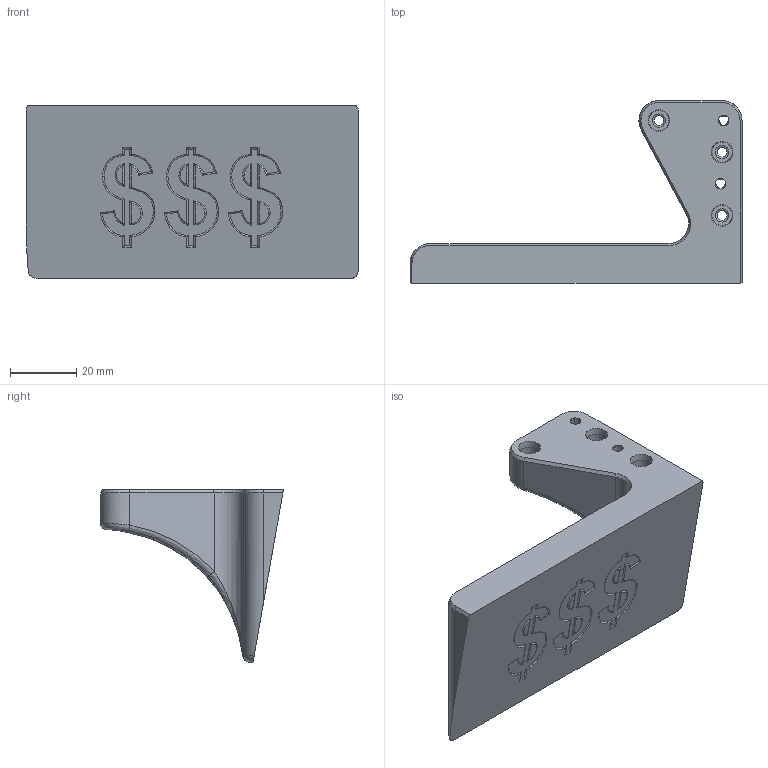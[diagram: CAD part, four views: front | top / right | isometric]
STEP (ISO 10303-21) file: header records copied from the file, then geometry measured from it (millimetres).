
FILE_DESCRIPTION(/* description */ ('STEP AP242','CAx-IF Rec.Pracs.---Representation and Presentation of Product Manufacturing Information (PMI)---4.0---2014-10-13','CAx-IF Rec.Pracs.---3D Tessellated Geometry---0.4---2014-09-14','2;1'),/* implementation_level */ '2;1');
FILE_NAME(/* name */ '68ae598624e9267e0fe5072d',/* time_stamp */ '2025-08-27T01:04:06Z',/* author */ (''),/* organization */ (''),/* preprocessor_version */ 'ST-DEVELOPER v20',/* originating_system */ 'ONSHAPE BY PTC INC, 1.202',/* authorisation */ ' ');
FILE_SCHEMA (('AP242_MANAGED_MODEL_BASED_3D_ENGINEERING_MIM_LF { 1 0 10303 442 1 1 4 }'));
Length unit declared in the file: metre
Products named in the file (1): 60149-01
Bounding box: 100 x 55.05 x 52 mm (x, y, z)
Volume: 55660.4 mm3; surface area: 17076.3 mm2
Topology: 1 solids, 1 shells, 162 faces, 394 edges, 246 vertices
Faces by surface type: cylinder 59, bspline 43, plane 33, cone 19, torus 6, sphere 2
Full cylindrical faces by diameter (mm): 3 x3, 6 x2, 6.1 x3
Entity records: 6365 total; most frequent: CARTESIAN_POINT 3086, ORIENTED_EDGE 734, DIRECTION 532, EDGE_CURVE 367, VERTEX_POINT 238, AXIS2_PLACEMENT_3D 204, EDGE_LOOP 203, FACE_BOUND 203
